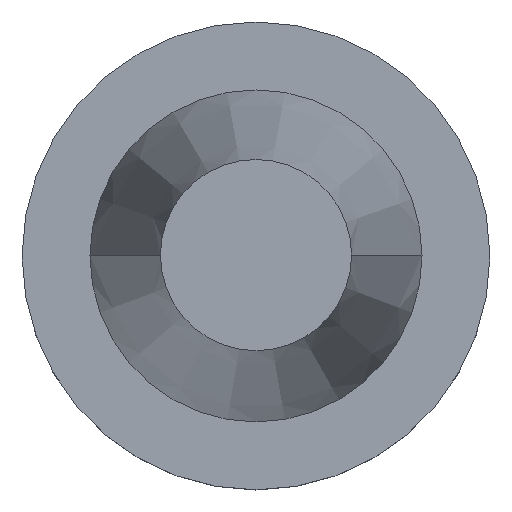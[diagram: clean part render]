
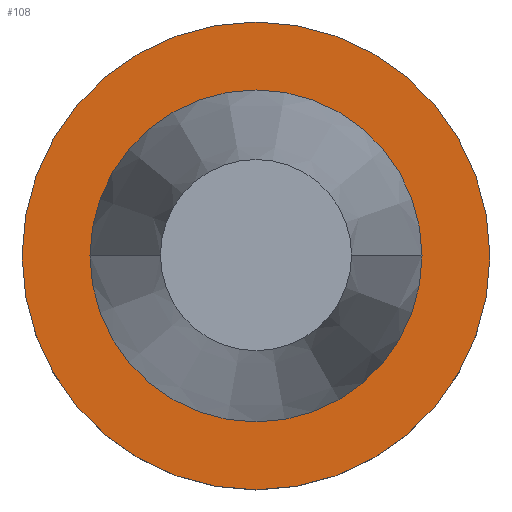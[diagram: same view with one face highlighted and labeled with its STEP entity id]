
A CAD part, top view. The second image highlights one B-rep face of the part: STEP entity #108.
In plain terms, the highlighted planar face has unit normal (0, 0, 1).
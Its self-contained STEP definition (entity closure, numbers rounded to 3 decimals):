
#16 = VERTEX_POINT ( 'NONE', #131 ) ;
#64 = DIRECTION ( 'NONE',  ( 0., 0., 1. ) ) ;
#89 = CIRCLE ( 'NONE', #873, 49.215 ) ;
#108 = ADVANCED_FACE ( 'NONE', ( #658, #213 ), #423, .F. ) ;
#123 = EDGE_LOOP ( 'NONE', ( #607, #599 ) ) ;
#131 = CARTESIAN_POINT ( 'NONE',  ( 49.215, 0., -1.5 ) ) ;
#142 = CARTESIAN_POINT ( 'NONE',  ( 0., 0., -1.5 ) ) ;
#143 = EDGE_CURVE ( 'NONE', #16, #890, #89, .T. ) ;
#152 = CIRCLE ( 'NONE', #202, 49.215 ) ;
#168 = CIRCLE ( 'NONE', #689, 34.925 ) ;
#193 = VERTEX_POINT ( 'NONE', #850 ) ;
#202 = AXIS2_PLACEMENT_3D ( 'NONE', #919, #940, #701 ) ;
#213 = FACE_OUTER_BOUND ( 'NONE', #123, .T. ) ;
#225 = DIRECTION ( 'NONE',  ( 1., 0., 0. ) ) ;
#245 = ORIENTED_EDGE ( 'NONE', *, *, #583, .F. ) ;
#250 = EDGE_CURVE ( 'NONE', #890, #16, #152, .T. ) ;
#271 = CARTESIAN_POINT ( 'NONE',  ( 0., 49.215, -1.5 ) ) ;
#278 = AXIS2_PLACEMENT_3D ( 'NONE', #844, #64, #225 ) ;
#299 = AXIS2_PLACEMENT_3D ( 'NONE', #271, #522, #839 ) ;
#421 = DIRECTION ( 'NONE',  ( 0., 0., 1. ) ) ;
#423 = PLANE ( 'NONE',  #299 ) ;
#431 = CARTESIAN_POINT ( 'NONE',  ( 0., 0., -1.5 ) ) ;
#522 = DIRECTION ( 'NONE',  ( 0., 0., -1. ) ) ;
#534 = ORIENTED_EDGE ( 'NONE', *, *, #879, .F. ) ;
#549 = DIRECTION ( 'NONE',  ( 0., 0., 1. ) ) ;
#569 = DIRECTION ( 'NONE',  ( 1., 0., 0. ) ) ;
#583 = EDGE_CURVE ( 'NONE', #637, #193, #721, .T. ) ;
#599 = ORIENTED_EDGE ( 'NONE', *, *, #250, .T. ) ;
#605 = CARTESIAN_POINT ( 'NONE',  ( 34.925, 0., -1.5 ) ) ;
#607 = ORIENTED_EDGE ( 'NONE', *, *, #143, .T. ) ;
#637 = VERTEX_POINT ( 'NONE', #605 ) ;
#658 = FACE_BOUND ( 'NONE', #1000, .T. ) ;
#689 = AXIS2_PLACEMENT_3D ( 'NONE', #431, #421, #569 ) ;
#701 = DIRECTION ( 'NONE',  ( 1., 0., 0. ) ) ;
#721 = CIRCLE ( 'NONE', #278, 34.925 ) ;
#767 = DIRECTION ( 'NONE',  ( 1., 0., 0. ) ) ;
#816 = CARTESIAN_POINT ( 'NONE',  ( -49.215, 0., -1.5 ) ) ;
#839 = DIRECTION ( 'NONE',  ( -1., 0., 0. ) ) ;
#844 = CARTESIAN_POINT ( 'NONE',  ( 0., 0., -1.5 ) ) ;
#850 = CARTESIAN_POINT ( 'NONE',  ( -34.925, 0., -1.5 ) ) ;
#873 = AXIS2_PLACEMENT_3D ( 'NONE', #142, #549, #767 ) ;
#879 = EDGE_CURVE ( 'NONE', #193, #637, #168, .T. ) ;
#890 = VERTEX_POINT ( 'NONE', #816 ) ;
#919 = CARTESIAN_POINT ( 'NONE',  ( 0., 0., -1.5 ) ) ;
#940 = DIRECTION ( 'NONE',  ( 0., 0., 1. ) ) ;
#1000 = EDGE_LOOP ( 'NONE', ( #245, #534 ) ) ;
